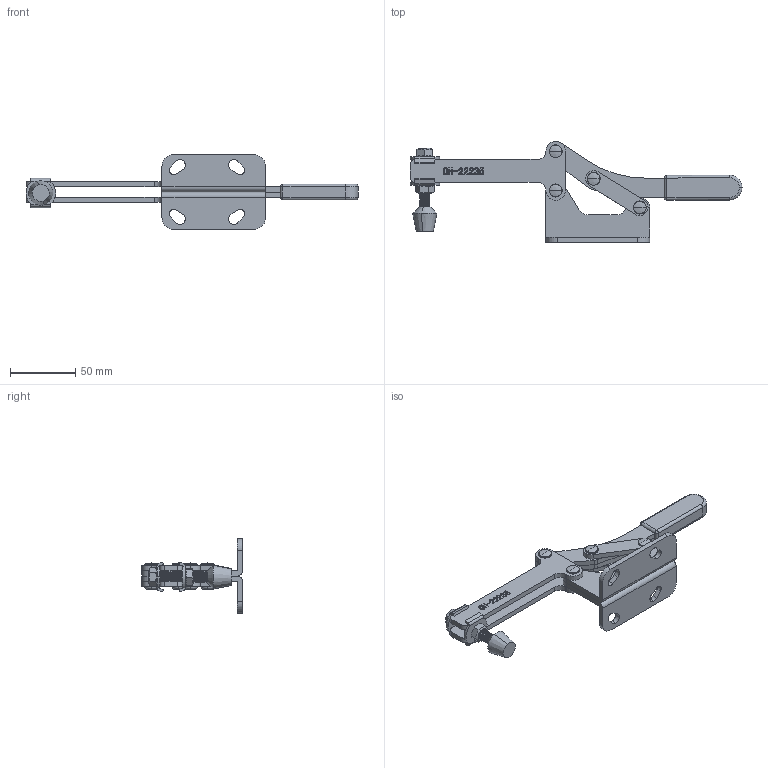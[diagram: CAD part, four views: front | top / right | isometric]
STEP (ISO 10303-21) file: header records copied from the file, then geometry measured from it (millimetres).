
FILE_DESCRIPTION (( 'STEP AP203' ), '1' );
FILE_NAME ('CH-22235.STEP', '2010-06-04T00:52:22', ( '·L?¥Î?' ), ( '·L?¤¤?' ), 'SwSTEP 2.0', 'SolidWorks 2005179', '' );
FILE_SCHEMA (( 'CONFIG_CONTROL_DESIGN' ));
Length unit declared in the file: millimetre
Products named in the file (10): 22235-01_??; 22235-04_??; CH-FC-56212_??; CH-22235; 22235-03_??; 22235-02_??; CH-FC-56212-01_??; CH-FW-11412_??; 22235-06_??; 22235-05_??
Assembly tree (15 placements, depth 2):
  CH-22235
    22235-03_??
    22235-04_??  x2
    CH-FW-11412_??  x2
    22235-02_??
    CH-FC-56212-01_??  x2
    22235-05_??
    22235-06_??  x4
    22235-01_??
    CH-FC-56212_??
Bounding box: 254.1 x 77.25 x 57.2 mm (x, y, z)
Volume: 90990.5 mm3; surface area: 63170.1 mm2
Topology: 18 solids, 18 shells, 796 faces, 2117 edges, 1380 vertices
Faces by surface type: plane 274, cylinder 239, bspline 200, torus 36, cone 35, sphere 12
Entity records: 42110 total; most frequent: CARTESIAN_POINT 25594, ORIENTED_EDGE 3626, DIRECTION 2478, EDGE_CURVE 1813, VERTEX_POINT 1196, VECTOR 962, LINE 962, AXIS2_PLACEMENT_3D 758
